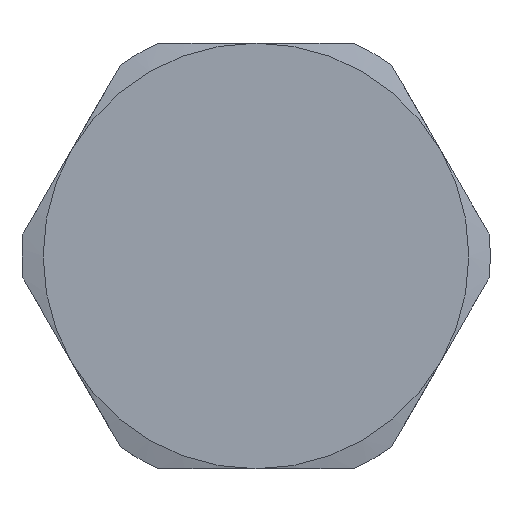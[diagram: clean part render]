
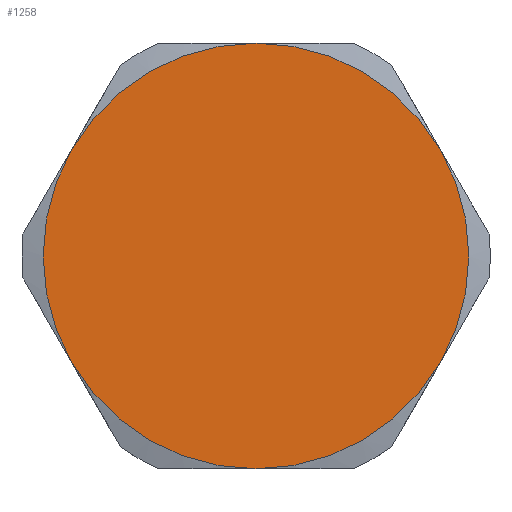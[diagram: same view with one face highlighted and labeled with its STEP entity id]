
A CAD part, top view. The second image highlights one B-rep face of the part: STEP entity #1258.
In plain terms, the highlighted planar face has unit normal (0, 0, 1).
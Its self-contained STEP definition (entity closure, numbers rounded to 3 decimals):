
#713=CARTESIAN_POINT('',(0.,30.,5.6));
#714=VERTEX_POINT('',#713);
#1054=CARTESIAN_POINT('',(-25.981,15.,5.6));
#1055=VERTEX_POINT('',#1054);
#1111=CARTESIAN_POINT('',(-25.981,-15.,5.6));
#1112=VERTEX_POINT('',#1111);
#1172=CARTESIAN_POINT('',(0.,-30.,5.6));
#1173=VERTEX_POINT('',#1172);
#1188=CARTESIAN_POINT('',(25.981,-15.,5.6));
#1189=VERTEX_POINT('',#1188);
#1203=CARTESIAN_POINT('',(0.0,0.0,5.6));
#1204=DIRECTION('',(0.0,0.0,-1.0));
#1205=DIRECTION('',(0.417,-0.909,0.0));
#1206=AXIS2_PLACEMENT_3D('',#1203,#1204,#1205);
#1207=CIRCLE('',#1206,30.);
#1208=EDGE_CURVE('',#1189,#1173,#1207,.T.);
#1213=CARTESIAN_POINT('',(0.,0.,5.6));
#1214=DIRECTION('',(0.0,0.0,1.0));
#1215=DIRECTION('',(1.0,0.0,0.0));
#1216=AXIS2_PLACEMENT_3D('',#1213,#1214,#1215);
#1217=PLANE('',#1216);
#1218=ORIENTED_EDGE('',*,*,#1208,.F.);
#1219=CARTESIAN_POINT('',(25.981,15.,5.6));
#1220=VERTEX_POINT('',#1219);
#1221=CARTESIAN_POINT('',(0.0,0.0,5.6));
#1222=DIRECTION('',(0.0,0.0,-1.0));
#1223=DIRECTION('',(0.996,-0.094,0.0));
#1224=AXIS2_PLACEMENT_3D('',#1221,#1222,#1223);
#1225=CIRCLE('',#1224,30.);
#1226=EDGE_CURVE('',#1220,#1189,#1225,.T.);
#1227=ORIENTED_EDGE('',*,*,#1226,.F.);
#1228=CARTESIAN_POINT('',(0.0,0.0,5.6));
#1229=DIRECTION('',(0.0,0.0,-1.0));
#1230=DIRECTION('',(0.579,0.815,0.0));
#1231=AXIS2_PLACEMENT_3D('',#1228,#1229,#1230);
#1232=CIRCLE('',#1231,30.);
#1233=EDGE_CURVE('',#714,#1220,#1232,.T.);
#1234=ORIENTED_EDGE('',*,*,#1233,.F.);
#1235=CARTESIAN_POINT('',(0.0,0.0,5.6));
#1236=DIRECTION('',(0.0,0.0,-1.));
#1237=DIRECTION('',(-0.417,0.909,0.0));
#1238=AXIS2_PLACEMENT_3D('',#1235,#1236,#1237);
#1239=CIRCLE('',#1238,30.);
#1240=EDGE_CURVE('',#1055,#714,#1239,.T.);
#1241=ORIENTED_EDGE('',*,*,#1240,.F.);
#1242=CARTESIAN_POINT('',(0.0,0.0,5.6));
#1243=DIRECTION('',(0.0,0.0,-1.0));
#1244=DIRECTION('',(-0.996,0.094,0.0));
#1245=AXIS2_PLACEMENT_3D('',#1242,#1243,#1244);
#1246=CIRCLE('',#1245,30.);
#1247=EDGE_CURVE('',#1112,#1055,#1246,.T.);
#1248=ORIENTED_EDGE('',*,*,#1247,.F.);
#1249=CARTESIAN_POINT('',(0.0,0.0,5.6));
#1250=DIRECTION('',(0.0,0.0,-1.));
#1251=DIRECTION('',(-0.579,-0.815,0.0));
#1252=AXIS2_PLACEMENT_3D('',#1249,#1250,#1251);
#1253=CIRCLE('',#1252,30.);
#1254=EDGE_CURVE('',#1173,#1112,#1253,.T.);
#1255=ORIENTED_EDGE('',*,*,#1254,.F.);
#1256=EDGE_LOOP('',(#1218,#1227,#1234,#1241,#1248,#1255));
#1257=FACE_OUTER_BOUND('',#1256,.T.);
#1258=ADVANCED_FACE('',(#1257),#1217,.T.);
